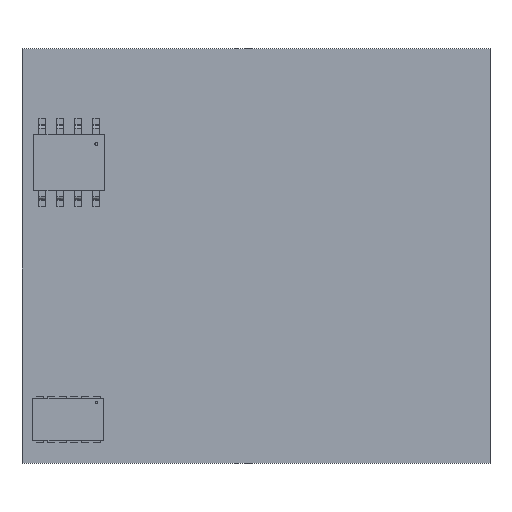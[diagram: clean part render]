
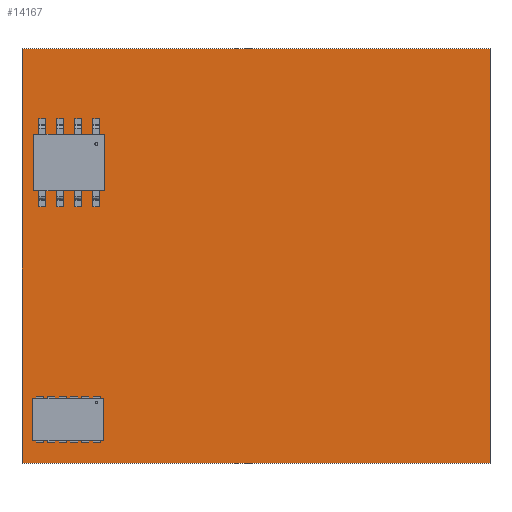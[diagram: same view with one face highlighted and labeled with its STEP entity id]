
A CAD part, top view. The second image highlights one B-rep face of the part: STEP entity #14167.
In plain terms, the highlighted planar face has unit normal (0, 0, 1).
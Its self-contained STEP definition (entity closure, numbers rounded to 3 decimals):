
#13853 = VERTEX_POINT('',#13854);
#13854 = CARTESIAN_POINT('',(135.89,-105.41,1.6));
#13861 = PLANE('',#13862);
#13862 = AXIS2_PLACEMENT_3D('',#13863,#13864,#13865);
#13863 = CARTESIAN_POINT('',(135.89,-105.41,0.));
#13864 = DIRECTION('',(-1.,0.,0.));
#13865 = DIRECTION('',(0.,1.,0.));
#13873 = PLANE('',#13874);
#13874 = AXIS2_PLACEMENT_3D('',#13875,#13876,#13877);
#13875 = CARTESIAN_POINT('',(168.857,-105.41,0.));
#13876 = DIRECTION('',(0.,-1.,0.));
#13877 = DIRECTION('',(-1.,0.,0.));
#13885 = EDGE_CURVE('',#13853,#13886,#13888,.T.);
#13886 = VERTEX_POINT('',#13887);
#13887 = CARTESIAN_POINT('',(135.89,-76.2,1.6));
#13888 = SURFACE_CURVE('',#13889,(#13893,#13900),.PCURVE_S1.);
#13889 = LINE('',#13890,#13891);
#13890 = CARTESIAN_POINT('',(135.89,-105.41,1.6));
#13891 = VECTOR('',#13892,1.);
#13892 = DIRECTION('',(0.,1.,0.));
#13893 = PCURVE('',#13861,#13894);
#13894 = DEFINITIONAL_REPRESENTATION('',(#13895),#13899);
#13895 = LINE('',#13896,#13897);
#13896 = CARTESIAN_POINT('',(0.,-1.6));
#13897 = VECTOR('',#13898,1.);
#13898 = DIRECTION('',(1.,0.));
#13899 = ( GEOMETRIC_REPRESENTATION_CONTEXT(2) 
PARAMETRIC_REPRESENTATION_CONTEXT() REPRESENTATION_CONTEXT('2D SPACE',''
  ) );
#13900 = PCURVE('',#13901,#13906);
#13901 = PLANE('',#13902);
#13902 = AXIS2_PLACEMENT_3D('',#13903,#13904,#13905);
#13903 = CARTESIAN_POINT('',(152.373,-90.805,1.6));
#13904 = DIRECTION('',(-0.,-0.,-1.));
#13905 = DIRECTION('',(-1.,0.,0.));
#13906 = DEFINITIONAL_REPRESENTATION('',(#13907),#13911);
#13907 = LINE('',#13908,#13909);
#13908 = CARTESIAN_POINT('',(16.483,-14.605));
#13909 = VECTOR('',#13910,1.);
#13910 = DIRECTION('',(0.,1.));
#13911 = ( GEOMETRIC_REPRESENTATION_CONTEXT(2) 
PARAMETRIC_REPRESENTATION_CONTEXT() REPRESENTATION_CONTEXT('2D SPACE',''
  ) );
#13929 = PLANE('',#13930);
#13930 = AXIS2_PLACEMENT_3D('',#13931,#13932,#13933);
#13931 = CARTESIAN_POINT('',(135.89,-76.2,0.));
#13932 = DIRECTION('',(0.,1.,0.));
#13933 = DIRECTION('',(1.,0.,0.));
#13971 = EDGE_CURVE('',#13886,#13972,#13974,.T.);
#13972 = VERTEX_POINT('',#13973);
#13973 = CARTESIAN_POINT('',(168.857,-76.2,1.6));
#13974 = SURFACE_CURVE('',#13975,(#13979,#13986),.PCURVE_S1.);
#13975 = LINE('',#13976,#13977);
#13976 = CARTESIAN_POINT('',(135.89,-76.2,1.6));
#13977 = VECTOR('',#13978,1.);
#13978 = DIRECTION('',(1.,0.,0.));
#13979 = PCURVE('',#13929,#13980);
#13980 = DEFINITIONAL_REPRESENTATION('',(#13981),#13985);
#13981 = LINE('',#13982,#13983);
#13982 = CARTESIAN_POINT('',(0.,-1.6));
#13983 = VECTOR('',#13984,1.);
#13984 = DIRECTION('',(1.,0.));
#13985 = ( GEOMETRIC_REPRESENTATION_CONTEXT(2) 
PARAMETRIC_REPRESENTATION_CONTEXT() REPRESENTATION_CONTEXT('2D SPACE',''
  ) );
#13986 = PCURVE('',#13901,#13987);
#13987 = DEFINITIONAL_REPRESENTATION('',(#13988),#13992);
#13988 = LINE('',#13989,#13990);
#13989 = CARTESIAN_POINT('',(16.483,14.605));
#13990 = VECTOR('',#13991,1.);
#13991 = DIRECTION('',(-1.,0.));
#13992 = ( GEOMETRIC_REPRESENTATION_CONTEXT(2) 
PARAMETRIC_REPRESENTATION_CONTEXT() REPRESENTATION_CONTEXT('2D SPACE',''
  ) );
#14010 = PLANE('',#14011);
#14011 = AXIS2_PLACEMENT_3D('',#14012,#14013,#14014);
#14012 = CARTESIAN_POINT('',(168.857,-76.2,0.));
#14013 = DIRECTION('',(1.,0.,-0.));
#14014 = DIRECTION('',(0.,-1.,0.));
#14047 = EDGE_CURVE('',#13972,#14048,#14050,.T.);
#14048 = VERTEX_POINT('',#14049);
#14049 = CARTESIAN_POINT('',(168.857,-105.41,1.6));
#14050 = SURFACE_CURVE('',#14051,(#14055,#14062),.PCURVE_S1.);
#14051 = LINE('',#14052,#14053);
#14052 = CARTESIAN_POINT('',(168.857,-76.2,1.6));
#14053 = VECTOR('',#14054,1.);
#14054 = DIRECTION('',(0.,-1.,0.));
#14055 = PCURVE('',#14010,#14056);
#14056 = DEFINITIONAL_REPRESENTATION('',(#14057),#14061);
#14057 = LINE('',#14058,#14059);
#14058 = CARTESIAN_POINT('',(0.,-1.6));
#14059 = VECTOR('',#14060,1.);
#14060 = DIRECTION('',(1.,0.));
#14061 = ( GEOMETRIC_REPRESENTATION_CONTEXT(2) 
PARAMETRIC_REPRESENTATION_CONTEXT() REPRESENTATION_CONTEXT('2D SPACE',''
  ) );
#14062 = PCURVE('',#13901,#14063);
#14063 = DEFINITIONAL_REPRESENTATION('',(#14064),#14068);
#14064 = LINE('',#14065,#14066);
#14065 = CARTESIAN_POINT('',(-16.483,14.605));
#14066 = VECTOR('',#14067,1.);
#14067 = DIRECTION('',(0.,-1.));
#14068 = ( GEOMETRIC_REPRESENTATION_CONTEXT(2) 
PARAMETRIC_REPRESENTATION_CONTEXT() REPRESENTATION_CONTEXT('2D SPACE',''
  ) );
#14118 = EDGE_CURVE('',#14048,#13853,#14119,.T.);
#14119 = SURFACE_CURVE('',#14120,(#14124,#14131),.PCURVE_S1.);
#14120 = LINE('',#14121,#14122);
#14121 = CARTESIAN_POINT('',(168.857,-105.41,1.6));
#14122 = VECTOR('',#14123,1.);
#14123 = DIRECTION('',(-1.,0.,0.));
#14124 = PCURVE('',#13873,#14125);
#14125 = DEFINITIONAL_REPRESENTATION('',(#14126),#14130);
#14126 = LINE('',#14127,#14128);
#14127 = CARTESIAN_POINT('',(0.,-1.6));
#14128 = VECTOR('',#14129,1.);
#14129 = DIRECTION('',(1.,0.));
#14130 = ( GEOMETRIC_REPRESENTATION_CONTEXT(2) 
PARAMETRIC_REPRESENTATION_CONTEXT() REPRESENTATION_CONTEXT('2D SPACE',''
  ) );
#14131 = PCURVE('',#13901,#14132);
#14132 = DEFINITIONAL_REPRESENTATION('',(#14133),#14137);
#14133 = LINE('',#14134,#14135);
#14134 = CARTESIAN_POINT('',(-16.483,-14.605));
#14135 = VECTOR('',#14136,1.);
#14136 = DIRECTION('',(1.,0.));
#14137 = ( GEOMETRIC_REPRESENTATION_CONTEXT(2) 
PARAMETRIC_REPRESENTATION_CONTEXT() REPRESENTATION_CONTEXT('2D SPACE',''
  ) );
#14167 = ADVANCED_FACE('',(#14168),#13901,.F.);
#14168 = FACE_BOUND('',#14169,.F.);
#14169 = EDGE_LOOP('',(#14170,#14171,#14172,#14173));
#14170 = ORIENTED_EDGE('',*,*,#13885,.T.);
#14171 = ORIENTED_EDGE('',*,*,#13971,.T.);
#14172 = ORIENTED_EDGE('',*,*,#14047,.T.);
#14173 = ORIENTED_EDGE('',*,*,#14118,.T.);
